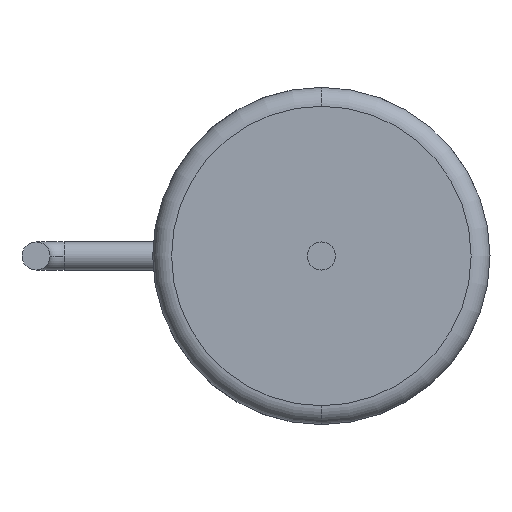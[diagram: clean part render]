
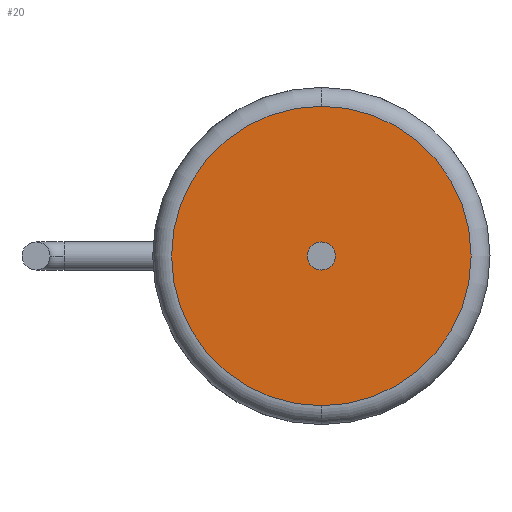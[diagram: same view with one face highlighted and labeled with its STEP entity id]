
A CAD part, front view. The second image highlights one B-rep face of the part: STEP entity #20.
In plain terms, the highlighted planar face has unit normal (0, -1, 0).
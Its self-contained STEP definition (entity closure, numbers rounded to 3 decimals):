
#1 = EDGE_LOOP ( 'NONE', ( #290, #516 ) ) ;
#20 = ADVANCED_FACE ( 'NONE', ( #136, #833 ), #662, .T. ) ;
#34 = CIRCLE ( 'NONE', #709, 0.375 ) ;
#52 = DIRECTION ( 'NONE',  ( 0., 0., -1. ) ) ;
#66 = DIRECTION ( 'NONE',  ( 0., 0., -1. ) ) ;
#136 = FACE_BOUND ( 'NONE', #246, .T. ) ;
#169 = CIRCLE ( 'NONE', #273, 4. ) ;
#175 = CARTESIAN_POINT ( 'NONE',  ( 0., 0.5, 0. ) ) ;
#191 = DIRECTION ( 'NONE',  ( 0., 0., -1. ) ) ;
#246 = EDGE_LOOP ( 'NONE', ( #896, #1106 ) ) ;
#273 = AXIS2_PLACEMENT_3D ( 'NONE', #175, #347, #729 ) ;
#290 = ORIENTED_EDGE ( 'NONE', *, *, #1011, .T. ) ;
#314 = CIRCLE ( 'NONE', #585, 4. ) ;
#346 = EDGE_CURVE ( 'NONE', #991, #1172, #608, .T. ) ;
#347 = DIRECTION ( 'NONE',  ( 0., -1., 0. ) ) ;
#352 = CARTESIAN_POINT ( 'NONE',  ( 0., 0.5, 0.375 ) ) ;
#413 = DIRECTION ( 'NONE',  ( 0., -1., 0. ) ) ;
#511 = CARTESIAN_POINT ( 'NONE',  ( 0., 0.5, 0. ) ) ;
#516 = ORIENTED_EDGE ( 'NONE', *, *, #739, .T. ) ;
#523 = CARTESIAN_POINT ( 'NONE',  ( 0., 0.5, 0. ) ) ;
#585 = AXIS2_PLACEMENT_3D ( 'NONE', #845, #1125, #191 ) ;
#608 = CIRCLE ( 'NONE', #754, 0.375 ) ;
#614 = DIRECTION ( 'NONE',  ( 0., -1., 0. ) ) ;
#651 = VERTEX_POINT ( 'NONE', #1012 ) ;
#662 = PLANE ( 'NONE',  #704 ) ;
#669 = VERTEX_POINT ( 'NONE', #838 ) ;
#704 = AXIS2_PLACEMENT_3D ( 'NONE', #1127, #770, #1020 ) ;
#709 = AXIS2_PLACEMENT_3D ( 'NONE', #511, #413, #52 ) ;
#729 = DIRECTION ( 'NONE',  ( 0., 0., -1. ) ) ;
#739 = EDGE_CURVE ( 'NONE', #669, #651, #314, .T. ) ;
#754 = AXIS2_PLACEMENT_3D ( 'NONE', #523, #614, #66 ) ;
#770 = DIRECTION ( 'NONE',  ( 0., -1., 0. ) ) ;
#799 = EDGE_CURVE ( 'NONE', #1172, #991, #34, .T. ) ;
#833 = FACE_OUTER_BOUND ( 'NONE', #1, .T. ) ;
#838 = CARTESIAN_POINT ( 'NONE',  ( 0., 0.5, 4. ) ) ;
#845 = CARTESIAN_POINT ( 'NONE',  ( 0., 0.5, 0. ) ) ;
#896 = ORIENTED_EDGE ( 'NONE', *, *, #799, .F. ) ;
#991 = VERTEX_POINT ( 'NONE', #352 ) ;
#1011 = EDGE_CURVE ( 'NONE', #651, #669, #169, .T. ) ;
#1012 = CARTESIAN_POINT ( 'NONE',  ( 0., 0.5, -4. ) ) ;
#1020 = DIRECTION ( 'NONE',  ( 0., 0., -1. ) ) ;
#1106 = ORIENTED_EDGE ( 'NONE', *, *, #346, .F. ) ;
#1125 = DIRECTION ( 'NONE',  ( 0., -1., 0. ) ) ;
#1127 = CARTESIAN_POINT ( 'NONE',  ( 4., 0.5, 0. ) ) ;
#1164 = CARTESIAN_POINT ( 'NONE',  ( 0., 0.5, -0.375 ) ) ;
#1172 = VERTEX_POINT ( 'NONE', #1164 ) ;
